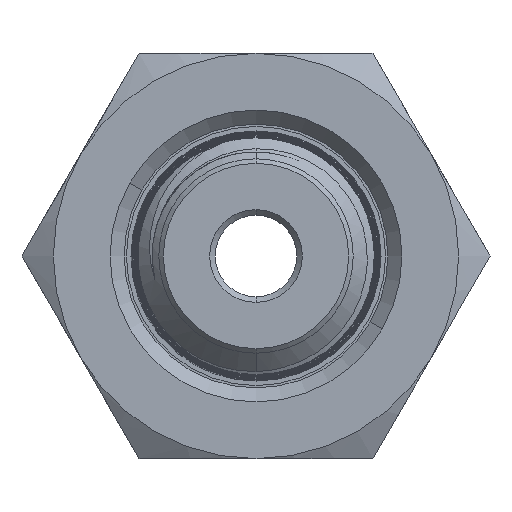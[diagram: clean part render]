
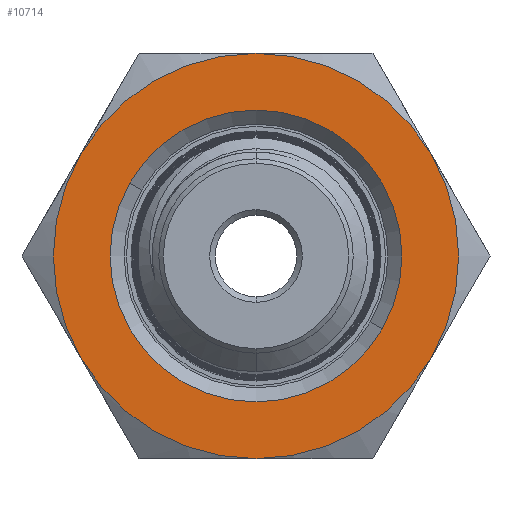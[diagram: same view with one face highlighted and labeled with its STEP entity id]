
A CAD part, left-side view. The second image highlights one B-rep face of the part: STEP entity #10714.
In plain terms, the highlighted planar face has unit normal (-1, 0, 0).
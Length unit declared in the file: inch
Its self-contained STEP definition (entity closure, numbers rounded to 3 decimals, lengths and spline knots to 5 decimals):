
#69 = VERTEX_POINT ( 'NONE', #4180 ) ;
#128 = DIRECTION ( 'NONE',  ( 0., 0., 1. ) ) ;
#183 = CIRCLE ( 'NONE', #8852, 0.4375 ) ;
#192 = AXIS2_PLACEMENT_3D ( 'NONE', #4396, #2272, #2320 ) ;
#266 = DIRECTION ( 'NONE',  ( 1., 0., 0. ) ) ;
#465 = EDGE_LOOP ( 'NONE', ( #8376, #10813, #11739, #3520, #13313, #11441 ) ) ;
#607 = VERTEX_POINT ( 'NONE', #13459 ) ;
#1165 = CARTESIAN_POINT ( 'NONE',  ( -1.1325, 0.4375, 0. ) ) ;
#1906 = DIRECTION ( 'NONE',  ( 0., 0., -1. ) ) ;
#2055 = CARTESIAN_POINT ( 'NONE',  ( -1.1325, -0.37889, -0.21875 ) ) ;
#2087 = CIRCLE ( 'NONE', #3332, 0.315 ) ;
#2272 = DIRECTION ( 'NONE',  ( 1., 0., 0. ) ) ;
#2320 = DIRECTION ( 'NONE',  ( 0., 0., -1. ) ) ;
#2498 = AXIS2_PLACEMENT_3D ( 'NONE', #10638, #8491, #1906 ) ;
#2965 = CIRCLE ( 'NONE', #11965, 0.4375 ) ;
#2992 = DIRECTION ( 'NONE',  ( 0., 0., -1. ) ) ;
#3332 = AXIS2_PLACEMENT_3D ( 'NONE', #8126, #5139, #2992 ) ;
#3520 = ORIENTED_EDGE ( 'NONE', *, *, #13177, .F. ) ;
#3560 = DIRECTION ( 'NONE',  ( 1., 0., 0. ) ) ;
#3703 = ORIENTED_EDGE ( 'NONE', *, *, #7401, .T. ) ;
#3982 = AXIS2_PLACEMENT_3D ( 'NONE', #12227, #266, #6803 ) ;
#4180 = CARTESIAN_POINT ( 'NONE',  ( -1.1325, 0., -0.4375 ) ) ;
#4396 = CARTESIAN_POINT ( 'NONE',  ( -1.1325, 0., 0. ) ) ;
#4643 = DIRECTION ( 'NONE',  ( 1., 0., 0. ) ) ;
#4657 = CARTESIAN_POINT ( 'NONE',  ( -1.1325, 0., 0. ) ) ;
#4741 = CARTESIAN_POINT ( 'NONE',  ( -1.1325, 0., 0. ) ) ;
#4836 = EDGE_CURVE ( 'NONE', #12504, #69, #12926, .T. ) ;
#4916 = DIRECTION ( 'NONE',  ( 0., 0., -1. ) ) ;
#5139 = DIRECTION ( 'NONE',  ( 1., 0., 0. ) ) ;
#5190 = EDGE_CURVE ( 'NONE', #7670, #607, #5192, .T. ) ;
#5192 = CIRCLE ( 'NONE', #2498, 0.315 ) ;
#6015 = DIRECTION ( 'NONE',  ( 0., 0., -1. ) ) ;
#6065 = DIRECTION ( 'NONE',  ( 1., 0., 0. ) ) ;
#6090 = CIRCLE ( 'NONE', #192, 0.4375 ) ;
#6116 = EDGE_CURVE ( 'NONE', #69, #12189, #2965, .T. ) ;
#6803 = DIRECTION ( 'NONE',  ( 0., 0., -1. ) ) ;
#6830 = VERTEX_POINT ( 'NONE', #8002 ) ;
#7382 = AXIS2_PLACEMENT_3D ( 'NONE', #1165, #7773, #128 ) ;
#7401 = EDGE_CURVE ( 'NONE', #607, #7670, #2087, .T. ) ;
#7670 = VERTEX_POINT ( 'NONE', #14255 ) ;
#7682 = PLANE ( 'NONE',  #7382 ) ;
#7773 = DIRECTION ( 'NONE',  ( -1., 0., 0. ) ) ;
#7776 = CARTESIAN_POINT ( 'NONE',  ( -1.1325, 0., 0.4375 ) ) ;
#8002 = CARTESIAN_POINT ( 'NONE',  ( -1.1325, 0.37889, 0.21875 ) ) ;
#8125 = CARTESIAN_POINT ( 'NONE',  ( -1.1325, 0., 0. ) ) ;
#8126 = CARTESIAN_POINT ( 'NONE',  ( -1.1325, 0., 0. ) ) ;
#8134 = EDGE_LOOP ( 'NONE', ( #3703, #11593 ) ) ;
#8178 = CARTESIAN_POINT ( 'NONE',  ( -1.1325, 0., 0. ) ) ;
#8376 = ORIENTED_EDGE ( 'NONE', *, *, #6116, .F. ) ;
#8436 = FACE_BOUND ( 'NONE', #8134, .T. ) ;
#8491 = DIRECTION ( 'NONE',  ( 1., 0., 0. ) ) ;
#8852 = AXIS2_PLACEMENT_3D ( 'NONE', #8178, #13655, #4916 ) ;
#9641 = FACE_OUTER_BOUND ( 'NONE', #465, .T. ) ;
#10049 = AXIS2_PLACEMENT_3D ( 'NONE', #4657, #3560, #11380 ) ;
#10214 = DIRECTION ( 'NONE',  ( 0., 0., -1. ) ) ;
#10562 = CARTESIAN_POINT ( 'NONE',  ( -1.1325, 0.37889, -0.21875 ) ) ;
#10638 = CARTESIAN_POINT ( 'NONE',  ( -1.1325, 0., 0. ) ) ;
#10714 = ADVANCED_FACE ( 'NONE', ( #8436, #9641 ), #7682, .T. ) ;
#10798 = EDGE_CURVE ( 'NONE', #13708, #12504, #12561, .T. ) ;
#10813 = ORIENTED_EDGE ( 'NONE', *, *, #4836, .F. ) ;
#11175 = VERTEX_POINT ( 'NONE', #7776 ) ;
#11358 = CIRCLE ( 'NONE', #3982, 0.4375 ) ;
#11380 = DIRECTION ( 'NONE',  ( 0., 0., -1. ) ) ;
#11441 = ORIENTED_EDGE ( 'NONE', *, *, #12474, .F. ) ;
#11593 = ORIENTED_EDGE ( 'NONE', *, *, #5190, .T. ) ;
#11701 = EDGE_CURVE ( 'NONE', #6830, #11175, #183, .T. ) ;
#11739 = ORIENTED_EDGE ( 'NONE', *, *, #10798, .F. ) ;
#11965 = AXIS2_PLACEMENT_3D ( 'NONE', #8125, #6065, #6015 ) ;
#12189 = VERTEX_POINT ( 'NONE', #10562 ) ;
#12227 = CARTESIAN_POINT ( 'NONE',  ( -1.1325, 0., 0. ) ) ;
#12474 = EDGE_CURVE ( 'NONE', #12189, #6830, #11358, .T. ) ;
#12504 = VERTEX_POINT ( 'NONE', #2055 ) ;
#12512 = CARTESIAN_POINT ( 'NONE',  ( -1.1325, -0.37889, 0.21875 ) ) ;
#12561 = CIRCLE ( 'NONE', #10049, 0.4375 ) ;
#12811 = AXIS2_PLACEMENT_3D ( 'NONE', #4741, #4643, #10214 ) ;
#12926 = CIRCLE ( 'NONE', #12811, 0.4375 ) ;
#13177 = EDGE_CURVE ( 'NONE', #11175, #13708, #6090, .T. ) ;
#13313 = ORIENTED_EDGE ( 'NONE', *, *, #11701, .F. ) ;
#13459 = CARTESIAN_POINT ( 'NONE',  ( -1.1325, 0., 0.315 ) ) ;
#13655 = DIRECTION ( 'NONE',  ( 1., 0., 0. ) ) ;
#13708 = VERTEX_POINT ( 'NONE', #12512 ) ;
#14255 = CARTESIAN_POINT ( 'NONE',  ( -1.1325, 0., -0.315 ) ) ;
